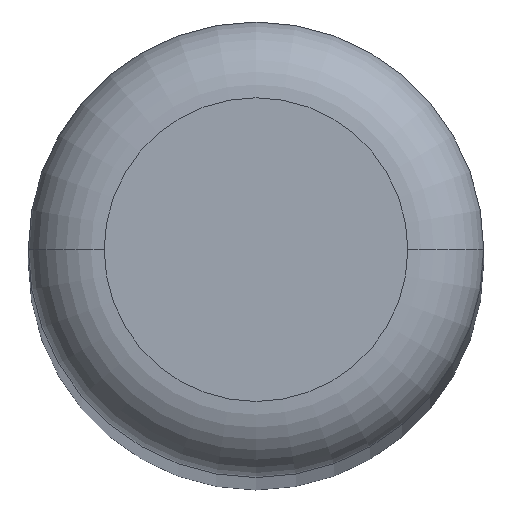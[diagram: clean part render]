
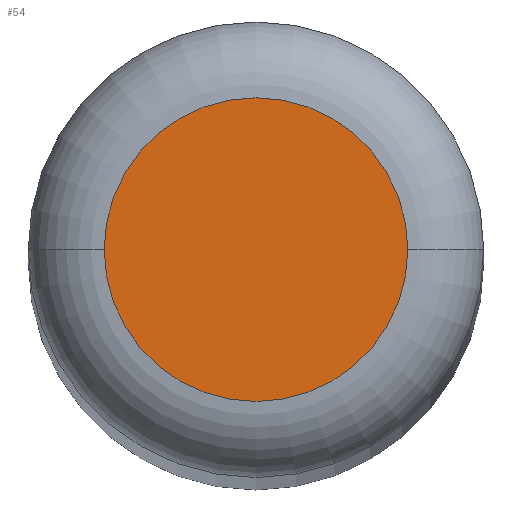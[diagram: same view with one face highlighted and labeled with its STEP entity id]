
A CAD part, top view. The second image highlights one B-rep face of the part: STEP entity #54.
In plain terms, the highlighted planar face has unit normal (0, 0, 1).
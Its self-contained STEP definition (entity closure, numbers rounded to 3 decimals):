
#2 = DIRECTION ( 'NONE',  ( 0., 0., 1. ) ) ;
#5 = CARTESIAN_POINT ( 'NONE',  ( 0., 0., 48. ) ) ;
#30 = DIRECTION ( 'NONE',  ( 1., 0., 0. ) ) ;
#31 = DIRECTION ( 'NONE',  ( 0., 0., 1. ) ) ;
#54 = ADVANCED_FACE ( 'NONE', ( #188 ), #150, .T. ) ;
#107 = AXIS2_PLACEMENT_3D ( 'NONE', #5, #2, #228 ) ;
#112 = DIRECTION ( 'NONE',  ( 0., 0., 1. ) ) ;
#122 = AXIS2_PLACEMENT_3D ( 'NONE', #135, #31, #30 ) ;
#131 = EDGE_CURVE ( 'NONE', #195, #147, #262, .T. ) ;
#135 = CARTESIAN_POINT ( 'NONE',  ( 0., 0., 48. ) ) ;
#147 = VERTEX_POINT ( 'NONE', #157 ) ;
#150 = PLANE ( 'NONE',  #268 ) ;
#157 = CARTESIAN_POINT ( 'NONE',  ( -1., 0., 48. ) ) ;
#175 = CARTESIAN_POINT ( 'NONE',  ( 0., 0., 48. ) ) ;
#177 = EDGE_CURVE ( 'NONE', #147, #195, #217, .T. ) ;
#182 = CARTESIAN_POINT ( 'NONE',  ( 1., 0., 48. ) ) ;
#188 = FACE_OUTER_BOUND ( 'NONE', #236, .T. ) ;
#195 = VERTEX_POINT ( 'NONE', #182 ) ;
#200 = DIRECTION ( 'NONE',  ( 1., 0., 0. ) ) ;
#201 = ORIENTED_EDGE ( 'NONE', *, *, #177, .T. ) ;
#214 = ORIENTED_EDGE ( 'NONE', *, *, #131, .T. ) ;
#217 = CIRCLE ( 'NONE', #122, 1. ) ;
#228 = DIRECTION ( 'NONE',  ( 1., 0., 0. ) ) ;
#236 = EDGE_LOOP ( 'NONE', ( #214, #201 ) ) ;
#262 = CIRCLE ( 'NONE', #107, 1. ) ;
#268 = AXIS2_PLACEMENT_3D ( 'NONE', #175, #112, #200 ) ;
